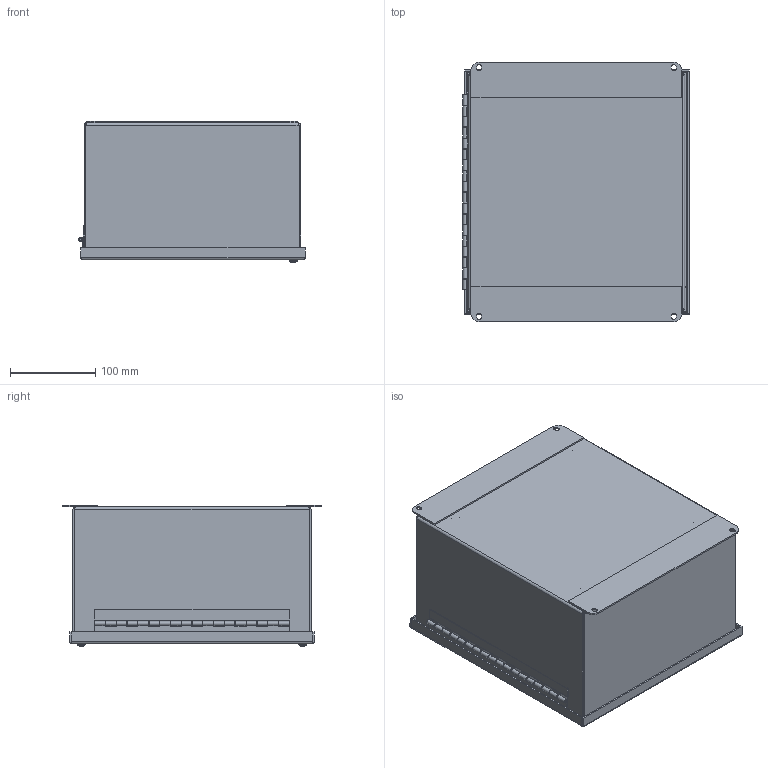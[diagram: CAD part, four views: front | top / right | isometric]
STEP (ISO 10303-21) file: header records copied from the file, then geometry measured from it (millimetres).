
FILE_DESCRIPTION(/* description */ ('10.38X11.32 LID'),/* implementation_level */ '2;1');
FILE_NAME(/* name */ 'PBYX9.stp',/* time_stamp */ '2017-01-30T18:32:19+05:00',/* author */ ('mgunasekar'),/* organization */ (''),/* preprocessor_version */ 'ST-DEVELOPER v16.1',/* originating_system */ 'Autodesk Inventor 2016',/* authorisation */ '');
FILE_SCHEMA (('AUTOMOTIVE_DESIGN { 1 0 10303 214 3 1 1 }'));
Length unit declared in the file: inch
Products named in the file (16): PBYX9LID; 39077; PBYX9BKP; PBYX9PP; 3499; 34984; 328122LH; 328122P; 328122TH; 328122; 38837; 34047; 34813; 372163; 316263-PBYX9; PBYX9
Assembly tree (26 placements, depth 3):
  PBYX9
    PBYX9LID
    39077  x2
    PBYX9BKP
    PBYX9PP
    3499  x4
    34984  x2
    328122
      328122LH
      328122P
      328122TH
    38837
    34047  x4
    34813  x2
    372163  x2
    316263-PBYX9  x2
Bounding box: 265.79 x 304.8 x 166.01 mm (x, y, z)
Volume: 829606.9 mm3; surface area: 860009.1 mm2
Topology: 25 solids, 25 shells, 702 faces, 1806 edges, 1169 vertices
Faces by surface type: plane 439, cylinder 172, cone 37, bspline 32, torus 20, sphere 2
Full cylindrical faces by diameter (mm): 2.54 x1, 2.957 x18, 3.962 x6, 4.826 x7, 4.978 x2, 6.299 x2, 6.35 x2, 6.528 x2, 7.061 x2, 7.137 x2, 7.62 x4, 7.938 x4, 9.474 x6, 10.312 x2, 11.506 x2, 15.875 x4
Entity records: 17879 total; most frequent: CARTESIAN_POINT 3911, ORIENTED_EDGE 2696, DIRECTION 2676, EDGE_CURVE 1348, LINE 954, VECTOR 954, VERTEX_POINT 896, AXIS2_PLACEMENT_3D 861
